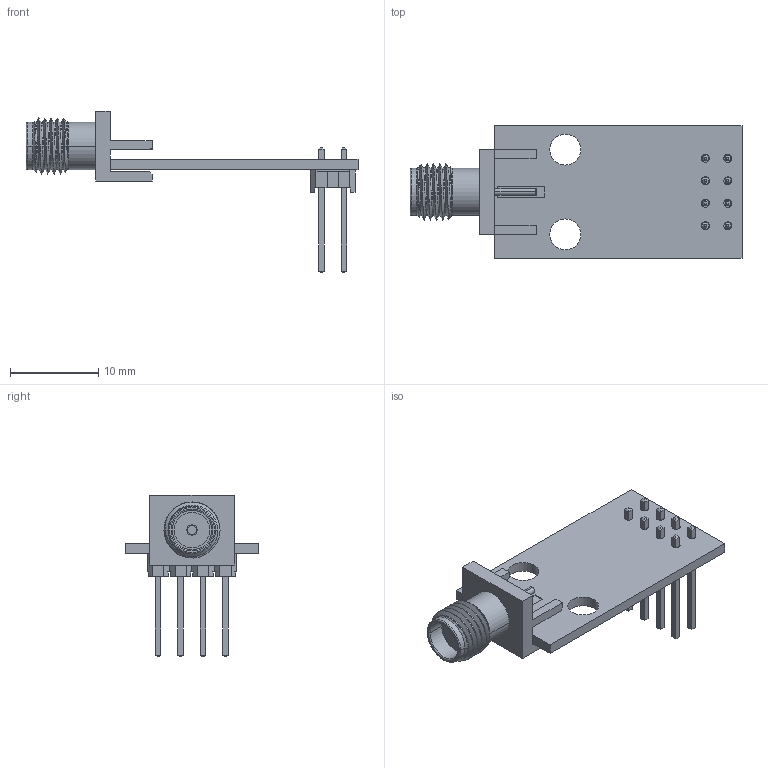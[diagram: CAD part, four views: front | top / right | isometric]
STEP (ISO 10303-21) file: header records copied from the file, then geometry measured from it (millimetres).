
FILE_DESCRIPTION(('FreeCAD Model'),'2;1');
FILE_NAME('Open CASCADE Shape Model','2025-09-25T19:43:02',(''),(''), 'Open CASCADE STEP processor 7.8','FreeCAD','Unknown');
FILE_SCHEMA(('AUTOMOTIVE_DESIGN { 1 0 10303 214 1 1 1 1 }'));
Length unit declared in the file: millimetre
Products named in the file (19): ebyte_07_m1101d_sma; Body; header; H2_54_mm_1x8_Header_Male_Connector001; ??????????_???????_005; ??????????_???????_006; ??????????_???????001; ??????????_???????_007; 13mm_pinheader_009; 13mm_pinheader_010; 13mm_pinheader_011; 13mm_pinheader_012; 13mm_pinheader_013; 13mm_pinheader_014; 13mm_pinheader_015; 13mm_pinheader_016; 2985-6040; 2985-6038; 2985-6039
Assembly tree (18 placements, depth 4):
  ebyte_07_m1101d_sma
    Body
    header
      H2_54_mm_1x8_Header_Male_Connector001
        ??????????_???????_005
        ??????????_???????_006
        ??????????_???????001
        ??????????_???????_007
      13mm_pinheader_009
      13mm_pinheader_010
      13mm_pinheader_011
      13mm_pinheader_012
      13mm_pinheader_013
      13mm_pinheader_014
      13mm_pinheader_015
      13mm_pinheader_016
    2985-6040
      2985-6038
      2985-6039
Bounding box: 37.58 x 15 x 18.33 mm (x, y, z)
Volume: 905 mm3; surface area: 2035.8 mm2
Topology: 15 solids, 15 shells, 324 faces, 788 edges, 502 vertices
Faces by surface type: plane 260, cylinder 46, torus 10, cone 6, bspline 2
Full cylindrical faces by diameter (mm): 0.9 x8, 3.5 x2
Entity records: 10570 total; most frequent: CARTESIAN_POINT 2561, ORIENTED_EDGE 1576, DIRECTION 1502, EDGE_CURVE 788, LINE 652, VECTOR 652, VERTEX_POINT 502, AXIS2_PLACEMENT_3D 425
